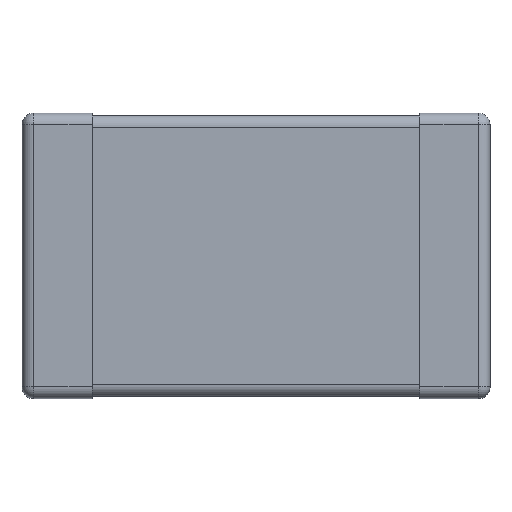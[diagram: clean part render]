
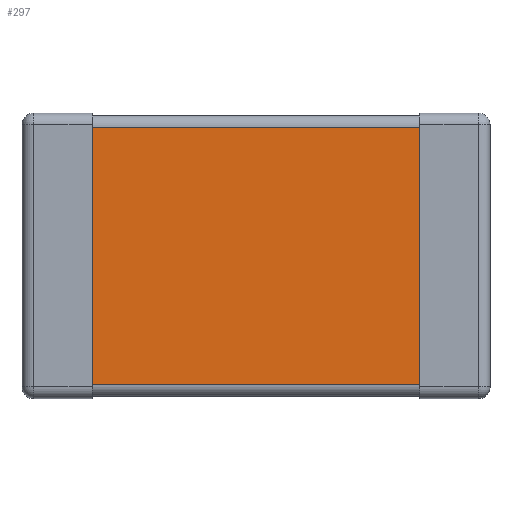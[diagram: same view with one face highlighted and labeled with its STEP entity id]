
A CAD part, top view. The second image highlights one B-rep face of the part: STEP entity #297.
In plain terms, the highlighted planar face has unit normal (0, 0, 1).
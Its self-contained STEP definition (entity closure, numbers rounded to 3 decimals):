
#5 = DIRECTION ( 'NONE',  ( 1., 0., 0. ) ) ;
#64 = CARTESIAN_POINT ( 'NONE',  ( -0.7, -0.55, 0.59 ) ) ;
#74 = DIRECTION ( 'NONE',  ( -1., 0., 0. ) ) ;
#96 = CARTESIAN_POINT ( 'NONE',  ( -0.7, 0.6, 0.59 ) ) ;
#153 = PLANE ( 'NONE',  #563 ) ;
#211 = CARTESIAN_POINT ( 'NONE',  ( -1., 0.6, 0.59 ) ) ;
#297 = ADVANCED_FACE ( 'NONE', ( #611 ), #153, .F. ) ;
#298 = ORIENTED_EDGE ( 'NONE', *, *, #523, .F. ) ;
#512 = LINE ( 'NONE', #96, #1751 ) ;
#522 = LINE ( 'NONE', #1371, #676 ) ;
#523 = EDGE_CURVE ( 'NONE', #1041, #781, #512, .T. ) ;
#543 = VERTEX_POINT ( 'NONE', #1226 ) ;
#546 = ORIENTED_EDGE ( 'NONE', *, *, #1160, .F. ) ;
#563 = AXIS2_PLACEMENT_3D ( 'NONE', #211, #1338, #74 ) ;
#611 = FACE_OUTER_BOUND ( 'NONE', #1019, .T. ) ;
#631 = EDGE_CURVE ( 'NONE', #543, #781, #1417, .T. ) ;
#664 = DIRECTION ( 'NONE',  ( 0., 1., 0. ) ) ;
#676 = VECTOR ( 'NONE', #1506, 1000. ) ;
#763 = LINE ( 'NONE', #894, #986 ) ;
#769 = ORIENTED_EDGE ( 'NONE', *, *, #631, .T. ) ;
#781 = VERTEX_POINT ( 'NONE', #1059 ) ;
#894 = CARTESIAN_POINT ( 'NONE',  ( 0.7, -0.55, 0.59 ) ) ;
#986 = VECTOR ( 'NONE', #5, 1000. ) ;
#992 = DIRECTION ( 'NONE',  ( -1., 0., 0. ) ) ;
#1019 = EDGE_LOOP ( 'NONE', ( #546, #769, #298, #1889 ) ) ;
#1041 = VERTEX_POINT ( 'NONE', #64 ) ;
#1059 = CARTESIAN_POINT ( 'NONE',  ( -0.7, 0.55, 0.59 ) ) ;
#1149 = VERTEX_POINT ( 'NONE', #1229 ) ;
#1160 = EDGE_CURVE ( 'NONE', #543, #1149, #522, .T. ) ;
#1226 = CARTESIAN_POINT ( 'NONE',  ( 0.7, 0.55, 0.59 ) ) ;
#1229 = CARTESIAN_POINT ( 'NONE',  ( 0.7, -0.55, 0.59 ) ) ;
#1338 = DIRECTION ( 'NONE',  ( 0., 0., -1. ) ) ;
#1339 = VECTOR ( 'NONE', #992, 1000. ) ;
#1371 = CARTESIAN_POINT ( 'NONE',  ( 0.7, 0.6, 0.59 ) ) ;
#1417 = LINE ( 'NONE', #1425, #1339 ) ;
#1425 = CARTESIAN_POINT ( 'NONE',  ( -0.7, 0.55, 0.59 ) ) ;
#1506 = DIRECTION ( 'NONE',  ( 0., -1., 0. ) ) ;
#1652 = EDGE_CURVE ( 'NONE', #1041, #1149, #763, .T. ) ;
#1751 = VECTOR ( 'NONE', #664, 1000. ) ;
#1889 = ORIENTED_EDGE ( 'NONE', *, *, #1652, .T. ) ;
